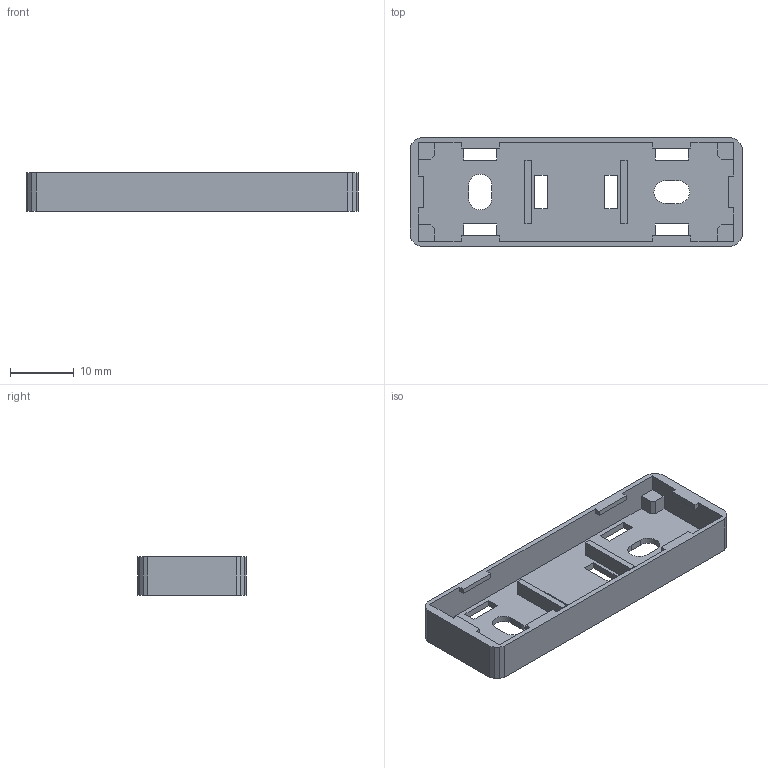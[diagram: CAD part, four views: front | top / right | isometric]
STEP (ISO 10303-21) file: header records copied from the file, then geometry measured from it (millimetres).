
FILE_DESCRIPTION(('CATIA V5R19 STEP'),'2;1');
FILE_NAME ('D1456200_0', '2015-04-20T11:59:58+00:00', ('Weidmueller Interface'), ('Weidmueller'), 'CATIA Version 5 Release 20 SP 5 (IN-10)', 'CATIA V5 STEP AP214', 'none');
FILE_SCHEMA(('AUTOMOTIVE_DESIGN { 1 0 10303 214 1 1 1 1 }'));
Length unit declared in the file: millimetre
Products named in the file (1): CC-H 15/49
Bounding box: 52 x 17 x 6 mm (x, y, z)
Volume: 1502.5 mm3; surface area: 3308.2 mm2
Topology: 1 solids, 1 shells, 105 faces, 300 edges, 200 vertices
Faces by surface type: plane 101, cylinder 4
Entity records: 3229 total; most frequent: ORIENTED_EDGE 600, CARTESIAN_POINT 570, DIRECTION 438, EDGE_CURVE 300, VECTOR 292, LINE 292, VERTEX_POINT 200, EDGE_LOOP 124
